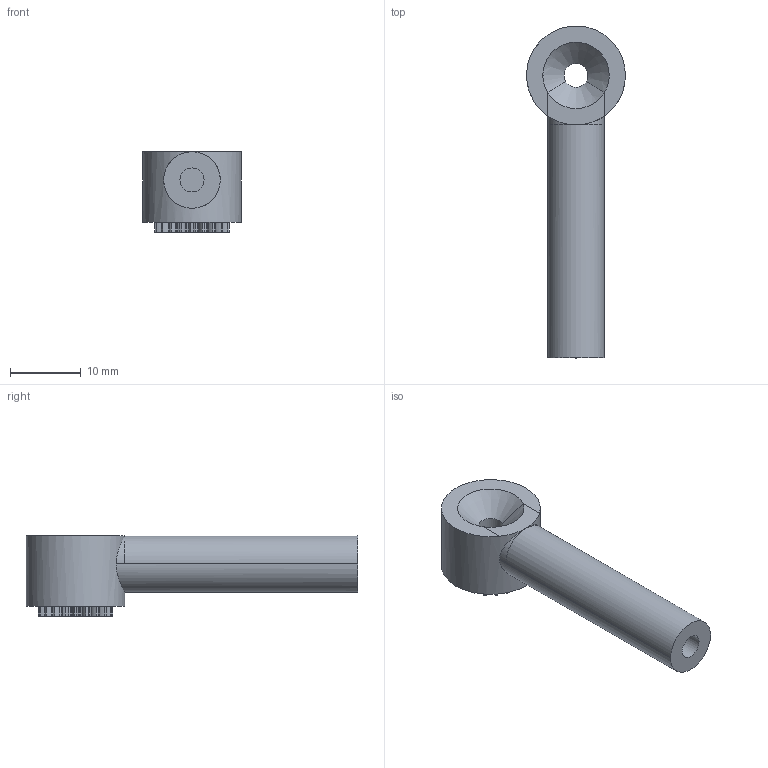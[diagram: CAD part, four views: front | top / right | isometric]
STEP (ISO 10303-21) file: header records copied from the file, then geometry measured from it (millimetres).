
FILE_DESCRIPTION(('FreeCAD Model'),'2;1');
FILE_NAME('Open CASCADE Shape Model','2021-07-06T00:28:37',('Author'),( ''),'Open CASCADE STEP processor 7.5','FreeCAD','Unknown');
FILE_SCHEMA(('AUTOMOTIVE_DESIGN { 1 0 10303 214 1 1 1 1 }'));
Length unit declared in the file: millimetre
Products named in the file (1): Body
Bounding box: 14 x 47 x 11.4 mm (x, y, z)
Volume: 2996.4 mm3; surface area: 1931.2 mm2
Topology: 1 solids, 1 shells, 182 faces, 530 edges, 351 vertices
Faces by surface type: cylinder 86, plane 50, extrusion 40, bspline 4, cone 2
Full cylindrical faces by diameter (mm): 3.4 x2, 14 x1
Entity records: 14307 total; most frequent: CARTESIAN_POINT 4115, DIRECTION 1808, VECTOR 1084, ORIENTED_EDGE 1060, PCURVE 1060, DEFINITIONAL_REPRESENTATION 1060, LINE 1044, EDGE_CURVE 530
